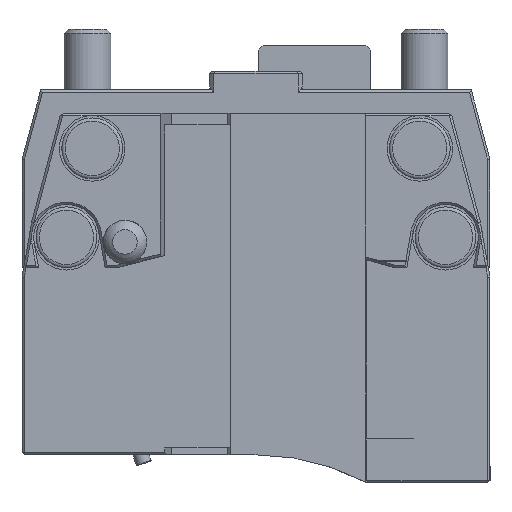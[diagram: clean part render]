
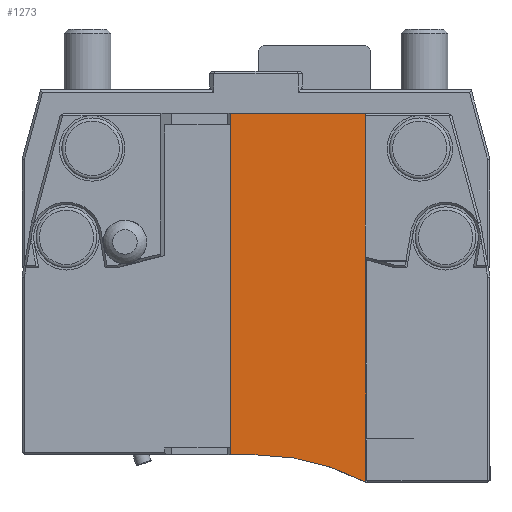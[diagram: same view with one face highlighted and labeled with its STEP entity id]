
A CAD part, left-side view. The second image highlights one B-rep face of the part: STEP entity #1273.
In plain terms, the highlighted planar face has unit normal (-1, 0, 0).
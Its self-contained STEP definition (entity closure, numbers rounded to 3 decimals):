
#218=LINE('',#6510,#672);
#278=LINE('',#6771,#732);
#280=LINE('',#6775,#734);
#281=LINE('',#6777,#735);
#672=VECTOR('',#5268,1.);
#732=VECTOR('',#5412,1.);
#734=VECTOR('',#5416,1.);
#735=VECTOR('',#5417,1.);
#1273=ADVANCED_FACE('',(#1717),#1505,.T.);
#1505=PLANE('',#4638);
#1717=FACE_OUTER_BOUND('',#2008,.T.);
#2008=EDGE_LOOP('',(#2684,#2685,#2686,#2687,#2688));
#2684=ORIENTED_EDGE('',*,*,#4013,.F.);
#2685=ORIENTED_EDGE('',*,*,#4014,.T.);
#2686=ORIENTED_EDGE('',*,*,#3932,.T.);
#2687=ORIENTED_EDGE('',*,*,#3940,.T.);
#2688=ORIENTED_EDGE('',*,*,#4011,.F.);
#3503=VERTEX_POINT('',#6511);
#3504=VERTEX_POINT('',#6512);
#3509=VERTEX_POINT('',#6525);
#3552=VERTEX_POINT('',#6772);
#3553=VERTEX_POINT('',#6776);
#3932=EDGE_CURVE('',#3503,#3504,#218,.T.);
#3940=EDGE_CURVE('',#3504,#3509,#4370,.T.);
#4011=EDGE_CURVE('',#3552,#3509,#278,.T.);
#4013=EDGE_CURVE('',#3553,#3552,#280,.T.);
#4014=EDGE_CURVE('',#3553,#3503,#281,.T.);
#4370=CIRCLE('',#4597,50.);
#4597=AXIS2_PLACEMENT_3D('',#6527,#5279,#5280);
#4638=AXIS2_PLACEMENT_3D('',#6778,#5418,#5419);
#5268=DIRECTION('',(0.,-1.,0.));
#5279=DIRECTION('',(1.,0.,0.));
#5280=DIRECTION('',(0.,1.,0.));
#5412=DIRECTION('',(0.,0.,-1.));
#5416=DIRECTION('',(0.,-1.,0.));
#5417=DIRECTION('',(0.,0.,-1.));
#5418=DIRECTION('',(-1.,0.,0.));
#5419=DIRECTION('',(0.,-1.,0.));
#6510=CARTESIAN_POINT('',(-117.5,6.,-78.));
#6511=CARTESIAN_POINT('',(-117.5,5.5,-78.));
#6512=CARTESIAN_POINT('',(-117.5,0.,-78.));
#6525=CARTESIAN_POINT('',(-117.5,-23.451,-83.841));
#6527=CARTESIAN_POINT('',(-117.5,0.,-128.));
#6771=CARTESIAN_POINT('',(-117.5,-23.451,-84.));
#6772=CARTESIAN_POINT('',(-117.5,-23.451,-5.));
#6775=CARTESIAN_POINT('',(-117.5,6.,-5.));
#6776=CARTESIAN_POINT('',(-117.5,5.5,-5.));
#6777=CARTESIAN_POINT('',(-117.5,5.5,-84.));
#6778=CARTESIAN_POINT('',(-117.5,-17.815,-37.5));
